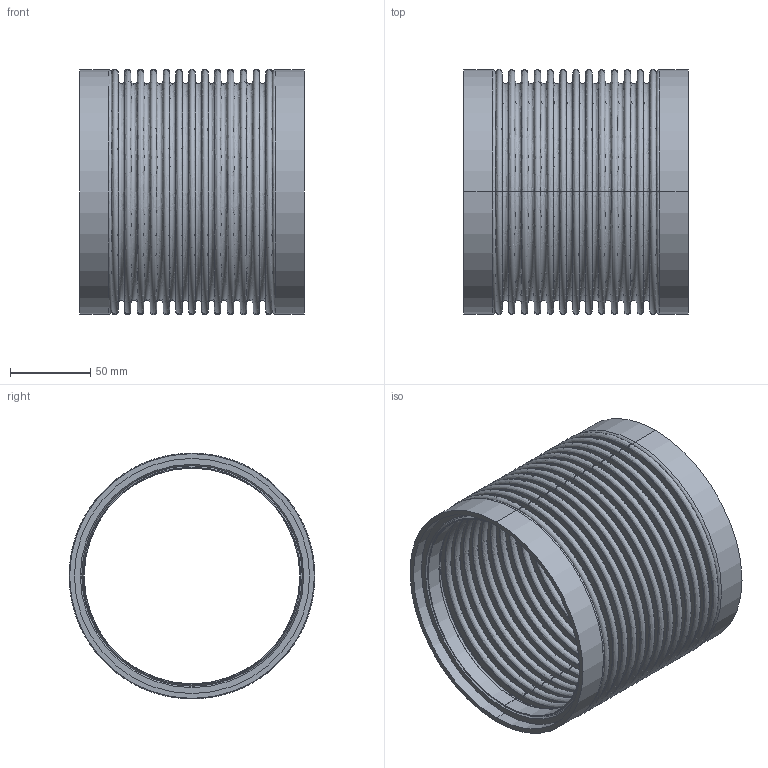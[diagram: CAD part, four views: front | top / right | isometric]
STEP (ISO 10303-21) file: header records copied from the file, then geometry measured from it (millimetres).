
FILE_DESCRIPTION( (''), '2;1');
FILE_NAME ('CAD708.7416.IC150B_364.stp','2017-05-17T17:24:48',(''),(''),'spGate 12.6.6','','');
FILE_SCHEMA (('AUTOMOTIVE_DESIGN'));
Length unit declared in the file: millimetre
Products named in the file (4): Assembly; IC150-2; IC150-2_mr; IC150B-1
Assembly tree (3 placements, depth 2):
  Assembly
    IC150-2
    IC150-2_mr
    IC150B-1
Bounding box: 140 x 153 x 153 mm (x, y, z)
Volume: 141220.1 mm3; surface area: 338269.5 mm2
Topology: 3 solids, 3 shells, 206 faces, 412 edges, 268 vertices
Faces by surface type: bspline 124, plane 62, cylinder 20
Entity records: 11762 total; most frequent: CARTESIAN_POINT 4292, ORIENTED_EDGE 824, DIRECTION 716, COLOUR_RGB 621, PRESENTATION_STYLE_ASSIGNMENT 621, STYLED_ITEM 621, EDGE_CURVE 412, DRAUGHTING_PRE_DEFINED_CURVE_FONT 412
